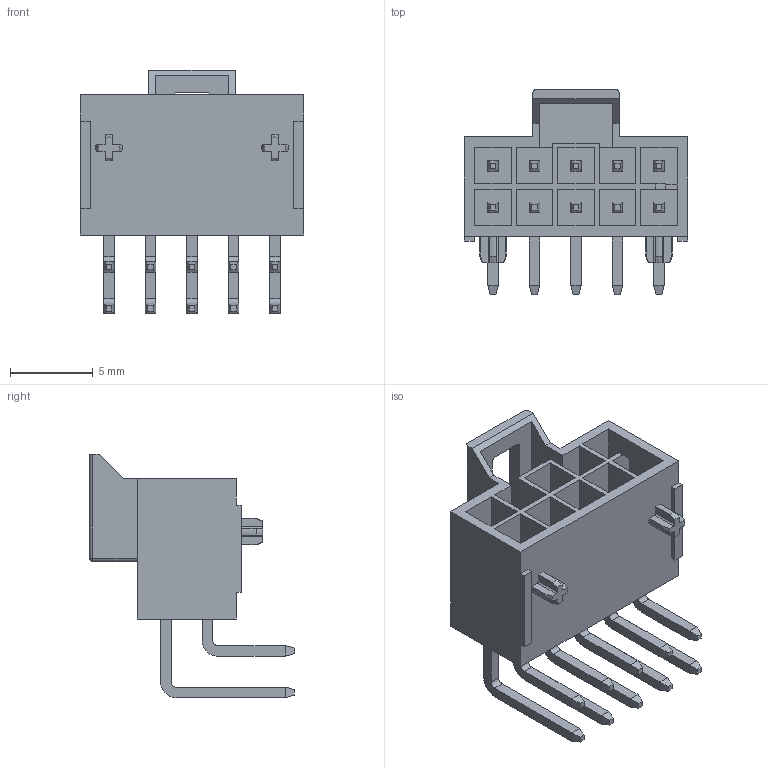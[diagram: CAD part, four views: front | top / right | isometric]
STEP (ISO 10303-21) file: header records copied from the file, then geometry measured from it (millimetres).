
FILE_DESCRIPTION((''),'2;1');
FILE_NAME('1053141110','2016-10-27T',('gsharma'),(''),'PRO/ENGINEER BY PARAMETRIC TECHNOLOGY CORPORATION, 2012310','PRO/ENGINEER BY PARAMETRIC TECHNOLOGY CORPORATION, 2012310','');
FILE_SCHEMA(('CONFIG_CONTROL_DESIGN'));
Length unit declared in the file: millimetre
Products named in the file (1): 1053141110
Bounding box: 13.44 x 12.34 x 14.66 mm (x, y, z)
Volume: 468.6 mm3; surface area: 1497.6 mm2
Topology: 1 solids, 1 shells, 353 faces, 908 edges, 584 vertices
Faces by surface type: plane 299, cylinder 44, cone 8, sphere 2
Entity records: 10521 total; most frequent: CARTESIAN_POINT 1854, ORIENTED_EDGE 1768, DIRECTION 1720, EDGE_CURVE 884, VECTOR 772, LINE 772, VERTEX_POINT 560, AXIS2_PLACEMENT_3D 474
